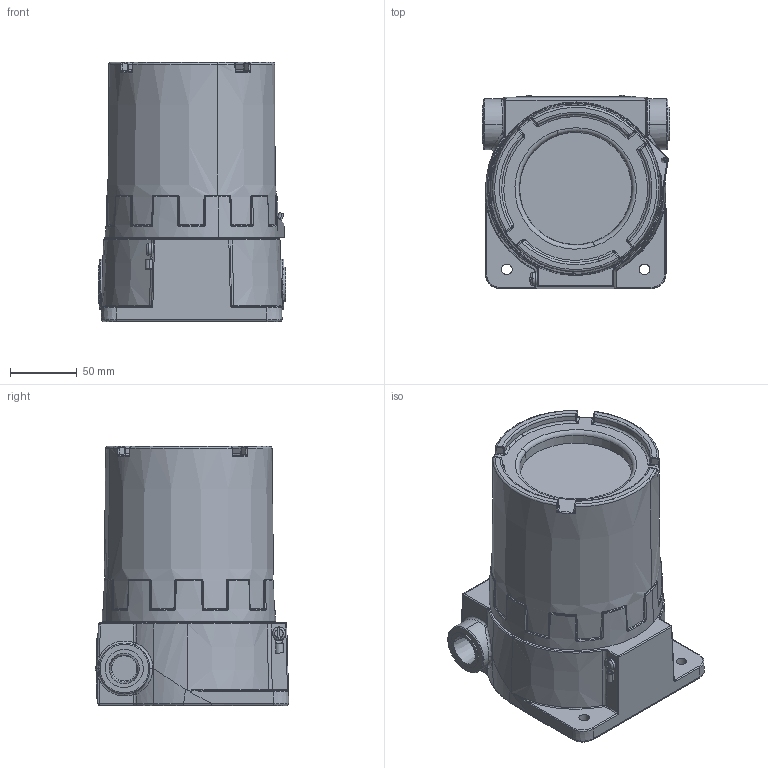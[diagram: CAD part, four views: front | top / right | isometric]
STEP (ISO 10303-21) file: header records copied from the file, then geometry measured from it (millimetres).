
FILE_DESCRIPTION (( 'STEP AP203' ), '1' );
FILE_NAME ('C2-BV.STEP', '2024-02-06T19:58:24', ( '' ), ( '' ), 'SwSTEP 2.0', 'SolidWorks 2022', '' );
FILE_SCHEMA (( 'CONFIG_CONTROL_DESIGN' ));
Products named in the file (6): 92196A535_92196A535; LR-TB5000C_TB5000CL_CABLE CROPPED; 4638K515_4638K515; 201944; 201109; C2-BV
Assembly tree (6 placements, depth 2):
  C2-BV
    201109
    201944
    92196A535_92196A535  x2
    4638K515_4638K515
    LR-TB5000C_TB5000CL_CABLE CROPPED
Bounding box: 140.18 x 145.02 x 194.12 mm (x, y, z)
Volume: 1164099.9 mm3; surface area: 317270.3 mm2
Topology: 21 solids, 21 shells, 1788 faces, 4394 edges, 2628 vertices
Faces by surface type: plane 549, bspline 475, cylinder 361, cone 255, torus 133, sphere 15
Entity records: 71512 total; most frequent: CARTESIAN_POINT 38090, ORIENTED_EDGE 7566, DIRECTION 5923, EDGE_CURVE 3783, AXIS2_PLACEMENT_3D 2407, VERTEX_POINT 2303, EDGE_LOOP 1632, FACE_OUTER_BOUND 1554
